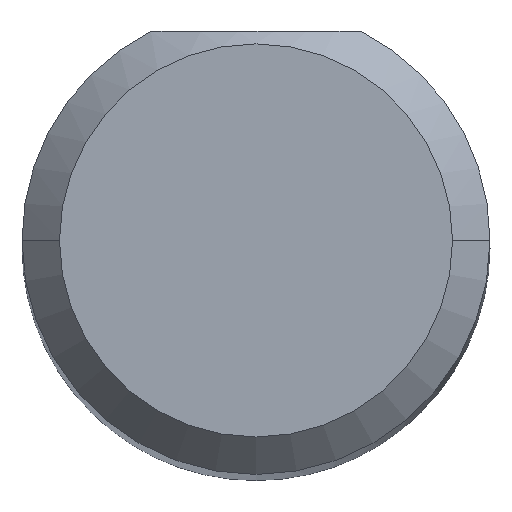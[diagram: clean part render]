
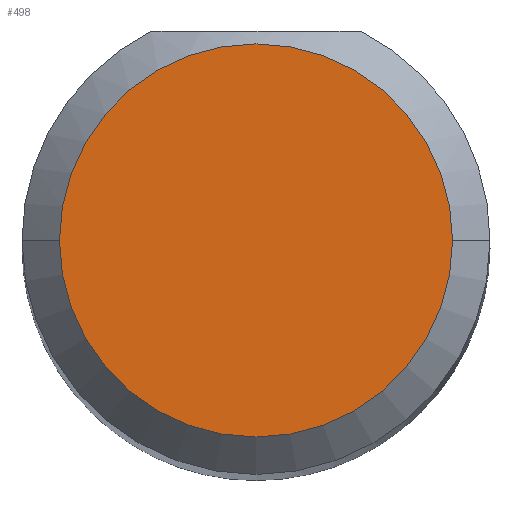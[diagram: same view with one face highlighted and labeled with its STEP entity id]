
A CAD part, top view. The second image highlights one B-rep face of the part: STEP entity #498.
In plain terms, the highlighted planar face has unit normal (0, 0, 1).
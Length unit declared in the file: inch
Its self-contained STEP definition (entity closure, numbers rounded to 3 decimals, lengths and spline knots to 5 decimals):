
#11 = EDGE_CURVE ( 'NONE', #115, #231, #182, .T. ) ;
#17 = DIRECTION ( 'NONE',  ( 0., 0., 1. ) ) ;
#47 = FACE_OUTER_BOUND ( 'NONE', #111, .T. ) ;
#53 = PLANE ( 'NONE',  #346 ) ;
#71 = ORIENTED_EDGE ( 'NONE', *, *, #11, .T. ) ;
#95 = AXIS2_PLACEMENT_3D ( 'NONE', #333, #527, #171 ) ;
#107 = AXIS2_PLACEMENT_3D ( 'NONE', #472, #17, #190 ) ;
#111 = EDGE_LOOP ( 'NONE', ( #71, #208 ) ) ;
#115 = VERTEX_POINT ( 'NONE', #261 ) ;
#171 = DIRECTION ( 'NONE',  ( 1., 0., 0. ) ) ;
#182 = CIRCLE ( 'NONE', #95, 0.07875 ) ;
#190 = DIRECTION ( 'NONE',  ( 1., 0., 0. ) ) ;
#208 = ORIENTED_EDGE ( 'NONE', *, *, #291, .T. ) ;
#211 = DIRECTION ( 'NONE',  ( 0., 0., 1. ) ) ;
#231 = VERTEX_POINT ( 'NONE', #477 ) ;
#261 = CARTESIAN_POINT ( 'NONE',  ( -0.07875, 0., 2. ) ) ;
#291 = EDGE_CURVE ( 'NONE', #231, #115, #493, .T. ) ;
#333 = CARTESIAN_POINT ( 'NONE',  ( 0., 0., 2. ) ) ;
#346 = AXIS2_PLACEMENT_3D ( 'NONE', #497, #211, #379 ) ;
#379 = DIRECTION ( 'NONE',  ( 1., 0., 0. ) ) ;
#472 = CARTESIAN_POINT ( 'NONE',  ( 0., 0., 2. ) ) ;
#477 = CARTESIAN_POINT ( 'NONE',  ( 0.07875, 0., 2. ) ) ;
#493 = CIRCLE ( 'NONE', #107, 0.07875 ) ;
#497 = CARTESIAN_POINT ( 'NONE',  ( 0., 0., 2. ) ) ;
#498 = ADVANCED_FACE ( 'NONE', ( #47 ), #53, .T. ) ;
#527 = DIRECTION ( 'NONE',  ( 0., 0., 1. ) ) ;
